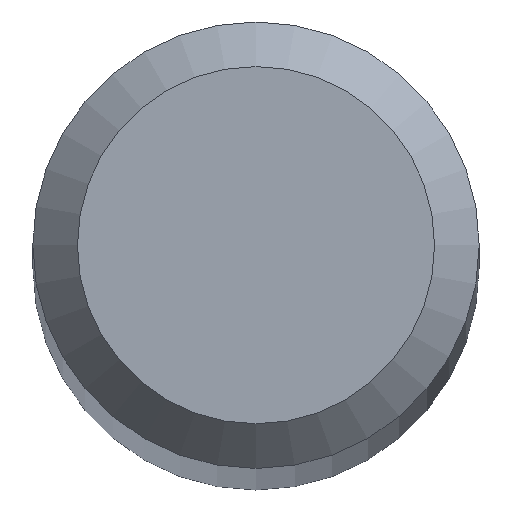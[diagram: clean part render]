
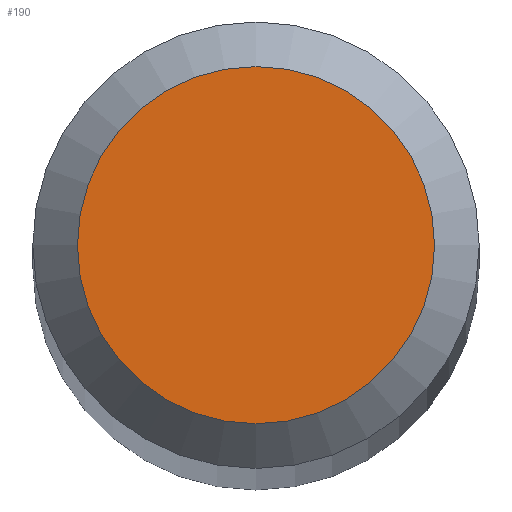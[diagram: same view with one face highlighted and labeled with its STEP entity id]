
A CAD part, top view. The second image highlights one B-rep face of the part: STEP entity #190.
In plain terms, the highlighted planar face has unit normal (0, 0, 1).
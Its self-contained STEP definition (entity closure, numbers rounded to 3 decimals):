
#13 = DIRECTION ( 'NONE',  ( 0., 1., 0. ) ) ;
#24 = CARTESIAN_POINT ( 'NONE',  ( 0., 0., 30. ) ) ;
#47 = EDGE_LOOP ( 'NONE', ( #114 ) ) ;
#69 = DIRECTION ( 'NONE',  ( 0., 1., 0. ) ) ;
#70 = EDGE_CURVE ( 'NONE', #156, #156, #211, .T. ) ;
#113 = DIRECTION ( 'NONE',  ( 0., 0., -1. ) ) ;
#114 = ORIENTED_EDGE ( 'NONE', *, *, #70, .F. ) ;
#137 = CARTESIAN_POINT ( 'NONE',  ( 0., 0.4, 30. ) ) ;
#138 = AXIS2_PLACEMENT_3D ( 'NONE', #206, #113, #13 ) ;
#156 = VERTEX_POINT ( 'NONE', #137 ) ;
#178 = AXIS2_PLACEMENT_3D ( 'NONE', #24, #214, #69 ) ;
#190 = ADVANCED_FACE ( 'NONE', ( #227 ), #216, .F. ) ;
#206 = CARTESIAN_POINT ( 'NONE',  ( 0., 0., 30. ) ) ;
#211 = CIRCLE ( 'NONE', #138, 0.4 ) ;
#214 = DIRECTION ( 'NONE',  ( 0., 0., -1. ) ) ;
#216 = PLANE ( 'NONE',  #178 ) ;
#227 = FACE_OUTER_BOUND ( 'NONE', #47, .T. ) ;
